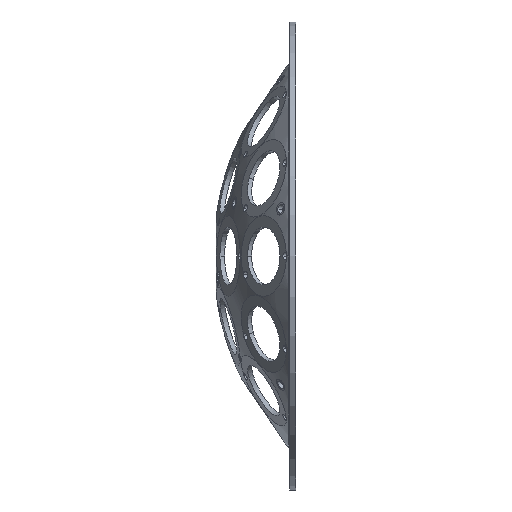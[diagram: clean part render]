
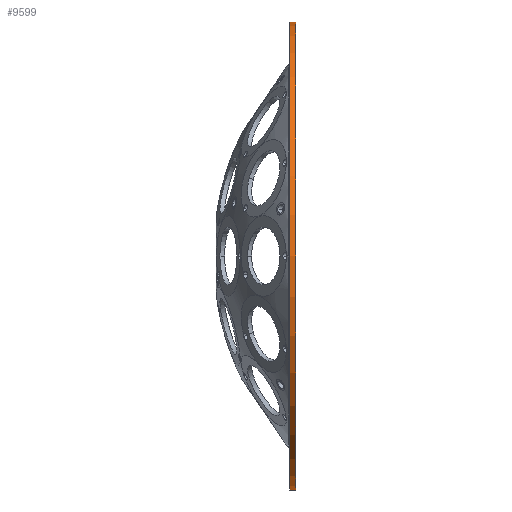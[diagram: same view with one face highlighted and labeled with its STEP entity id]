
A CAD part, left-side view. The second image highlights one B-rep face of the part: STEP entity #9599.
In plain terms, the highlighted cylindrical face has radius 223 mm (diameter 446 mm), a partial arc.
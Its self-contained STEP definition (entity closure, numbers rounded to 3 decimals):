
#236 = VECTOR ( 'NONE', #19900, 1000. ) ;
#319 = CARTESIAN_POINT ( 'NONE',  ( 0., 195., -223. ) ) ;
#623 = CARTESIAN_POINT ( 'NONE',  ( 0., 195., 0. ) ) ;
#905 = FACE_OUTER_BOUND ( 'NONE', #6375, .T. ) ;
#978 = DIRECTION ( 'NONE',  ( 0., 1., 0. ) ) ;
#2715 = DIRECTION ( 'NONE',  ( 0., 0., 1. ) ) ;
#3456 = CARTESIAN_POINT ( 'NONE',  ( 0., 195., 223. ) ) ;
#4103 = DIRECTION ( 'NONE',  ( 0., 1., 0. ) ) ;
#4175 = VERTEX_POINT ( 'NONE', #17230 ) ;
#4714 = EDGE_CURVE ( 'NONE', #12044, #7468, #15007, .T. ) ;
#5738 = CARTESIAN_POINT ( 'NONE',  ( 0., 284.983, -223. ) ) ;
#6298 = EDGE_CURVE ( 'NONE', #4175, #12044, #9206, .T. ) ;
#6375 = EDGE_LOOP ( 'NONE', ( #19287, #20534, #14353, #21046 ) ) ;
#6482 = VERTEX_POINT ( 'NONE', #319 ) ;
#6702 = AXIS2_PLACEMENT_3D ( 'NONE', #9399, #7654, #14294 ) ;
#7256 = DIRECTION ( 'NONE',  ( 0., 0., 1. ) ) ;
#7468 = VERTEX_POINT ( 'NONE', #3456 ) ;
#7654 = DIRECTION ( 'NONE',  ( 0., 1., 0. ) ) ;
#8170 = AXIS2_PLACEMENT_3D ( 'NONE', #15893, #978, #2715 ) ;
#9206 = CIRCLE ( 'NONE', #8170, 223. ) ;
#9399 = CARTESIAN_POINT ( 'NONE',  ( 0., 284.983, 0. ) ) ;
#9599 = ADVANCED_FACE ( 'NONE', ( #905 ), #17556, .T. ) ;
#11498 = EDGE_CURVE ( 'NONE', #4175, #6482, #20657, .T. ) ;
#12044 = VERTEX_POINT ( 'NONE', #18666 ) ;
#14294 = DIRECTION ( 'NONE',  ( 0., 0., 1. ) ) ;
#14353 = ORIENTED_EDGE ( 'NONE', *, *, #4714, .T. ) ;
#15007 = LINE ( 'NONE', #19682, #236 ) ;
#15893 = CARTESIAN_POINT ( 'NONE',  ( 0., 189., 0. ) ) ;
#17230 = CARTESIAN_POINT ( 'NONE',  ( 0., 189., -223. ) ) ;
#17556 = CYLINDRICAL_SURFACE ( 'NONE', #6702, 223. ) ;
#17850 = EDGE_CURVE ( 'NONE', #6482, #7468, #20871, .T. ) ;
#18453 = AXIS2_PLACEMENT_3D ( 'NONE', #623, #18592, #7256 ) ;
#18592 = DIRECTION ( 'NONE',  ( 0., 1., 0. ) ) ;
#18666 = CARTESIAN_POINT ( 'NONE',  ( 0., 189., 223. ) ) ;
#19287 = ORIENTED_EDGE ( 'NONE', *, *, #11498, .F. ) ;
#19682 = CARTESIAN_POINT ( 'NONE',  ( 0., 284.983, 223. ) ) ;
#19846 = VECTOR ( 'NONE', #4103, 1000. ) ;
#19900 = DIRECTION ( 'NONE',  ( 0., 1., 0. ) ) ;
#20534 = ORIENTED_EDGE ( 'NONE', *, *, #6298, .T. ) ;
#20657 = LINE ( 'NONE', #5738, #19846 ) ;
#20871 = CIRCLE ( 'NONE', #18453, 223. ) ;
#21046 = ORIENTED_EDGE ( 'NONE', *, *, #17850, .F. ) ;
